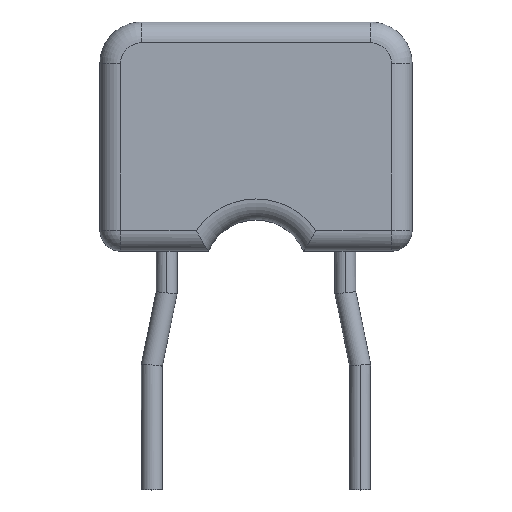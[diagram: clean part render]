
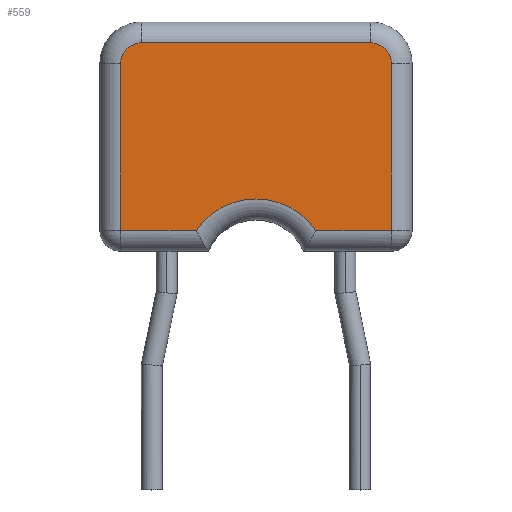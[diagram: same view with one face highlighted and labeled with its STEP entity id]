
A CAD part, top view. The second image highlights one B-rep face of the part: STEP entity #559.
In plain terms, the highlighted planar face has unit normal (0, 0, 1).
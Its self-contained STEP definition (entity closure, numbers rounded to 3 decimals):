
#15 = ORIENTED_EDGE ( 'NONE', *, *, #392, .T. ) ;
#82 = CARTESIAN_POINT ( 'NONE',  ( 0., -3.25, 3.8 ) ) ;
#106 = CARTESIAN_POINT ( 'NONE',  ( 2.75, 1.75, 3.8 ) ) ;
#112 = DIRECTION ( 'NONE',  ( 0., 0., -1. ) ) ;
#153 = DIRECTION ( 'NONE',  ( -1., 0., 0. ) ) ;
#176 = VERTEX_POINT ( 'NONE', #874 ) ;
#208 = CIRCLE ( 'NONE', #616, 0.5 ) ;
#219 = CARTESIAN_POINT ( 'NONE',  ( 1.436, -2.25, 3.8 ) ) ;
#231 = DIRECTION ( 'NONE',  ( -1., 0., 0. ) ) ;
#256 = DIRECTION ( 'NONE',  ( 0., 0., 1. ) ) ;
#258 = VECTOR ( 'NONE', #355, 1000. ) ;
#278 = DIRECTION ( 'NONE',  ( -1., 0., 0. ) ) ;
#296 = CARTESIAN_POINT ( 'NONE',  ( -3.25, -2.25, 3.8 ) ) ;
#321 = CARTESIAN_POINT ( 'NONE',  ( 3.25, 0., 3.8 ) ) ;
#341 = DIRECTION ( 'NONE',  ( 0., 0., -1. ) ) ;
#350 = CARTESIAN_POINT ( 'NONE',  ( -1.436, -2.25, 3.8 ) ) ;
#355 = DIRECTION ( 'NONE',  ( 1., 0., 0. ) ) ;
#392 = EDGE_CURVE ( 'NONE', #997, #580, #737, .T. ) ;
#405 = CIRCLE ( 'NONE', #1179, 1.75 ) ;
#406 = ORIENTED_EDGE ( 'NONE', *, *, #1292, .T. ) ;
#413 = LINE ( 'NONE', #321, #1490 ) ;
#439 = LINE ( 'NONE', #1154, #258 ) ;
#466 = VERTEX_POINT ( 'NONE', #296 ) ;
#501 = CIRCLE ( 'NONE', #771, 0.5 ) ;
#549 = CARTESIAN_POINT ( 'NONE',  ( 3.25, -2.25, 3.8 ) ) ;
#556 = CARTESIAN_POINT ( 'NONE',  ( 2.75, 2.25, 3.8 ) ) ;
#559 = ADVANCED_FACE ( 'NONE', ( #1250 ), #1159, .F. ) ;
#571 = CARTESIAN_POINT ( 'NONE',  ( 0., 0., 3.8 ) ) ;
#580 = VERTEX_POINT ( 'NONE', #549 ) ;
#581 = DIRECTION ( 'NONE',  ( -1., 0., 0. ) ) ;
#610 = ORIENTED_EDGE ( 'NONE', *, *, #1351, .T. ) ;
#616 = AXIS2_PLACEMENT_3D ( 'NONE', #1212, #256, #278 ) ;
#618 = VERTEX_POINT ( 'NONE', #1038 ) ;
#624 = LINE ( 'NONE', #739, #1486 ) ;
#636 = VERTEX_POINT ( 'NONE', #350 ) ;
#714 = ORIENTED_EDGE ( 'NONE', *, *, #1002, .T. ) ;
#737 = LINE ( 'NONE', #1438, #1378 ) ;
#739 = CARTESIAN_POINT ( 'NONE',  ( 0., 2.25, 3.8 ) ) ;
#750 = VECTOR ( 'NONE', #927, 1000. ) ;
#763 = ORIENTED_EDGE ( 'NONE', *, *, #1447, .T. ) ;
#771 = AXIS2_PLACEMENT_3D ( 'NONE', #106, #1258, #231 ) ;
#779 = AXIS2_PLACEMENT_3D ( 'NONE', #571, #112, #1257 ) ;
#803 = EDGE_CURVE ( 'NONE', #618, #466, #1204, .T. ) ;
#817 = CARTESIAN_POINT ( 'NONE',  ( 3.25, 1.75, 3.8 ) ) ;
#818 = ORIENTED_EDGE ( 'NONE', *, *, #939, .T. ) ;
#874 = CARTESIAN_POINT ( 'NONE',  ( -2.75, 2.25, 3.8 ) ) ;
#927 = DIRECTION ( 'NONE',  ( 0., -1., 0. ) ) ;
#932 = EDGE_LOOP ( 'NONE', ( #714, #406, #15, #818, #610, #1168, #763, #1005 ) ) ;
#939 = EDGE_CURVE ( 'NONE', #580, #1401, #413, .T. ) ;
#997 = VERTEX_POINT ( 'NONE', #219 ) ;
#1002 = EDGE_CURVE ( 'NONE', #466, #636, #439, .T. ) ;
#1005 = ORIENTED_EDGE ( 'NONE', *, *, #803, .T. ) ;
#1038 = CARTESIAN_POINT ( 'NONE',  ( -3.25, 1.75, 3.8 ) ) ;
#1083 = DIRECTION ( 'NONE',  ( 1., 0., 0. ) ) ;
#1154 = CARTESIAN_POINT ( 'NONE',  ( 0., -2.25, 3.8 ) ) ;
#1159 = PLANE ( 'NONE',  #779 ) ;
#1168 = ORIENTED_EDGE ( 'NONE', *, *, #1455, .T. ) ;
#1179 = AXIS2_PLACEMENT_3D ( 'NONE', #82, #341, #581 ) ;
#1204 = LINE ( 'NONE', #1297, #750 ) ;
#1212 = CARTESIAN_POINT ( 'NONE',  ( -2.75, 1.75, 3.8 ) ) ;
#1250 = FACE_OUTER_BOUND ( 'NONE', #932, .T. ) ;
#1257 = DIRECTION ( 'NONE',  ( -1., 0., 0. ) ) ;
#1258 = DIRECTION ( 'NONE',  ( 0., 0., 1. ) ) ;
#1292 = EDGE_CURVE ( 'NONE', #636, #997, #405, .T. ) ;
#1297 = CARTESIAN_POINT ( 'NONE',  ( -3.25, 0., 3.8 ) ) ;
#1307 = VERTEX_POINT ( 'NONE', #556 ) ;
#1351 = EDGE_CURVE ( 'NONE', #1401, #1307, #501, .T. ) ;
#1378 = VECTOR ( 'NONE', #1083, 1000. ) ;
#1401 = VERTEX_POINT ( 'NONE', #817 ) ;
#1438 = CARTESIAN_POINT ( 'NONE',  ( 0., -2.25, 3.8 ) ) ;
#1447 = EDGE_CURVE ( 'NONE', #176, #618, #208, .T. ) ;
#1455 = EDGE_CURVE ( 'NONE', #1307, #176, #624, .T. ) ;
#1486 = VECTOR ( 'NONE', #153, 1000. ) ;
#1488 = DIRECTION ( 'NONE',  ( 0., 1., 0. ) ) ;
#1490 = VECTOR ( 'NONE', #1488, 1000. ) ;
